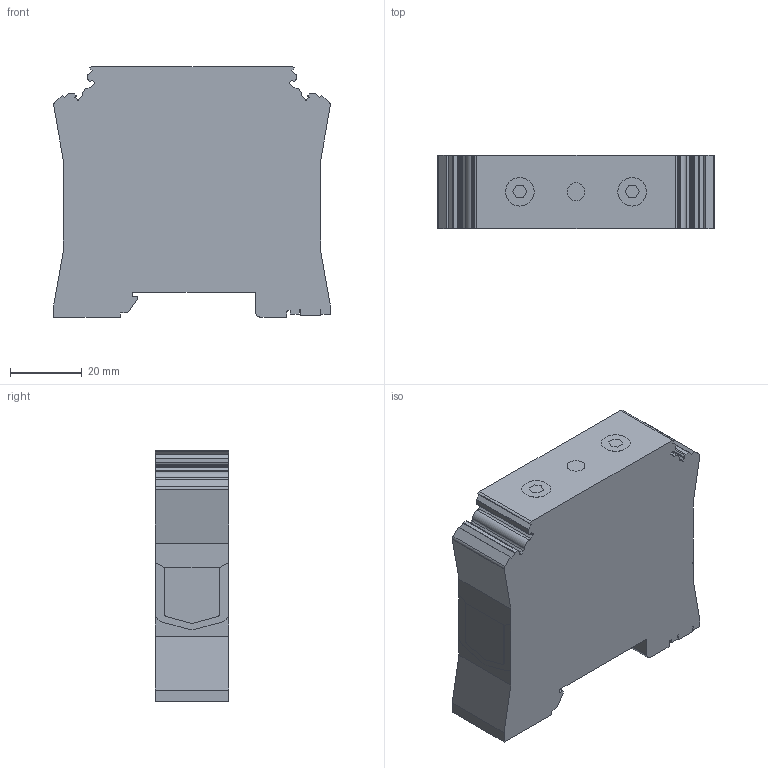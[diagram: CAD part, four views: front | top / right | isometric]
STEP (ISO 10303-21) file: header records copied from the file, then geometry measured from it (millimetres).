
FILE_DESCRIPTION( ( 'Unknown' ), '1' );
FILE_NAME( 'CTS50_70NA.stp', 'Unknown', ( 'Unknown' ), ( 'Unknown' ), 'PSStep 17.0.49', 'Unknown', ' ' );
FILE_SCHEMA( ( 'AUTOMOTIVE_DESIGN { 1 0 10303 214 1 1 1 1 }' ) );
Length unit declared in the file: millimetre
Products named in the file (1): 1
Bounding box: 77.3 x 20.5 x 70 mm (x, y, z)
Volume: 97889.5 mm3; surface area: 16205.4 mm2
Topology: 1 solids, 1 shells, 155 faces, 440 edges, 292 vertices
Faces by surface type: plane 105, cylinder 50
Full cylindrical faces by diameter (mm): 5 x1, 8 x2
Entity records: 6263 total; most frequent: CARTESIAN_POINT 885, ORIENTED_EDGE 874, DIRECTION 849, EDGE_CURVE 437, LINE 337, VECTOR 337, VERTEX_POINT 292, AXIS2_PLACEMENT_3D 256
